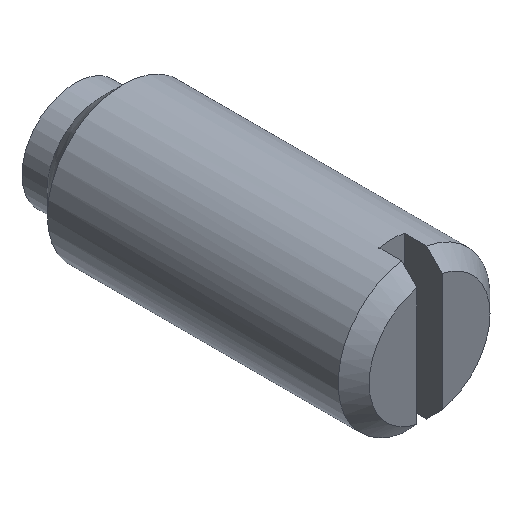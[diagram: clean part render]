
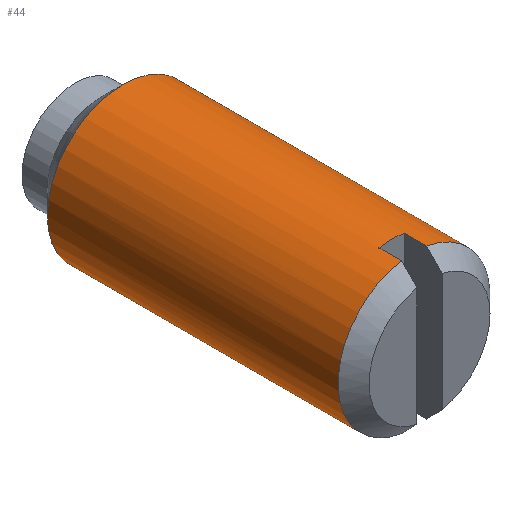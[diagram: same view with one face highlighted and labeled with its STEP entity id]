
A CAD part, isometric view. The second image highlights one B-rep face of the part: STEP entity #44.
In plain terms, the highlighted cylindrical face has radius 3 mm (diameter 6 mm), a full revolution.
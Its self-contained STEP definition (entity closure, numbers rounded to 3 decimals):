
#44 = ADVANCED_FACE( '', ( #95, #96 ), #97, .T. );
#95 = FACE_OUTER_BOUND( '', #159, .T. );
#96 = FACE_OUTER_BOUND( '', #160, .T. );
#97 = CYLINDRICAL_SURFACE( '', #161, 3. );
#159 = EDGE_LOOP( '', ( #231, #232, #233, #234, #235, #236, #237, #238 ) );
#160 = EDGE_LOOP( '', ( #239 ) );
#161 = AXIS2_PLACEMENT_3D( '', #240, #241, #242 );
#231 = ORIENTED_EDGE( '', *, *, #341, .F. );
#232 = ORIENTED_EDGE( '', *, *, #334, .F. );
#233 = ORIENTED_EDGE( '', *, *, #342, .F. );
#234 = ORIENTED_EDGE( '', *, *, #331, .F. );
#235 = ORIENTED_EDGE( '', *, *, #343, .F. );
#236 = ORIENTED_EDGE( '', *, *, #327, .F. );
#237 = ORIENTED_EDGE( '', *, *, #344, .F. );
#238 = ORIENTED_EDGE( '', *, *, #338, .F. );
#239 = ORIENTED_EDGE( '', *, *, #345, .T. );
#240 = CARTESIAN_POINT( '', ( 0., 0., 0. ) );
#241 = DIRECTION( '', ( 0., 1., 0. ) );
#242 = DIRECTION( '', ( 0., 0., -1. ) );
#327 = EDGE_CURVE( '', #370, #371, #372, .T. );
#331 = EDGE_CURVE( '', #377, #379, #380, .F. );
#334 = EDGE_CURVE( '', #383, #384, #385, .T. );
#338 = EDGE_CURVE( '', #390, #392, #393, .F. );
#341 = EDGE_CURVE( '', #384, #390, #396, .T. );
#342 = EDGE_CURVE( '', #379, #383, #397, .T. );
#343 = EDGE_CURVE( '', #371, #377, #398, .T. );
#344 = EDGE_CURVE( '', #392, #370, #399, .T. );
#345 = EDGE_CURVE( '', #400, #400, #401, .T. );
#370 = VERTEX_POINT( '', #430 );
#371 = VERTEX_POINT( '', #431 );
#372 = LINE( '', #432, #433 );
#377 = VERTEX_POINT( '', #442 );
#379 = VERTEX_POINT( '', #447 );
#380 = LINE( '', #448, #449 );
#383 = VERTEX_POINT( '', #453 );
#384 = VERTEX_POINT( '', #454 );
#385 = LINE( '', #455, #456 );
#390 = VERTEX_POINT( '', #465 );
#392 = VERTEX_POINT( '', #470 );
#393 = LINE( '', #471, #472 );
#396 = CIRCLE( '', #476, 3. );
#397 = CIRCLE( '', #477, 3. );
#398 = CIRCLE( '', #478, 3. );
#399 = CIRCLE( '', #479, 3. );
#400 = VERTEX_POINT( '', #480 );
#401 = CIRCLE( '', #481, 3. );
#430 = CARTESIAN_POINT( '', ( -0.5, 1.5, 2.958 ) );
#431 = CARTESIAN_POINT( '', ( -0.5, 0.613, 2.958 ) );
#432 = CARTESIAN_POINT( '', ( -0.5, 0., 2.958 ) );
#433 = VECTOR( '', #509, 1000. );
#442 = CARTESIAN_POINT( '', ( -0.5, 0.614, -2.958 ) );
#447 = CARTESIAN_POINT( '', ( -0.5, 1.5, -2.958 ) );
#448 = CARTESIAN_POINT( '', ( -0.5, 0., -2.958 ) );
#449 = VECTOR( '', #511, 1000. );
#453 = CARTESIAN_POINT( '', ( 0.5, 1.5, -2.958 ) );
#454 = CARTESIAN_POINT( '', ( 0.5, 0.613, -2.958 ) );
#455 = CARTESIAN_POINT( '', ( 0.5, 0., -2.958 ) );
#456 = VECTOR( '', #513, 1000. );
#465 = CARTESIAN_POINT( '', ( 0.5, 0.614, 2.958 ) );
#470 = CARTESIAN_POINT( '', ( 0.5, 1.5, 2.958 ) );
#471 = CARTESIAN_POINT( '', ( 0.5, 0., 2.958 ) );
#472 = VECTOR( '', #515, 1000. );
#476 = AXIS2_PLACEMENT_3D( '', #517, #518, #519 );
#477 = AXIS2_PLACEMENT_3D( '', #520, #521, #522 );
#478 = AXIS2_PLACEMENT_3D( '', #523, #524, #525 );
#479 = AXIS2_PLACEMENT_3D( '', #526, #527, #528 );
#480 = CARTESIAN_POINT( '', ( 0., 12.1, -3. ) );
#481 = AXIS2_PLACEMENT_3D( '', #529, #530, #531 );
#509 = DIRECTION( '', ( 0., -1., 0. ) );
#511 = DIRECTION( '', ( 0., -1., 0. ) );
#513 = DIRECTION( '', ( 0., -1., 0. ) );
#515 = DIRECTION( '', ( 0., -1., 0. ) );
#517 = CARTESIAN_POINT( '', ( 0., 0.613, 0. ) );
#518 = DIRECTION( '', ( 0., -1., 0. ) );
#519 = DIRECTION( '', ( 0., 0., -1. ) );
#520 = CARTESIAN_POINT( '', ( 0., 1.5, 0. ) );
#521 = DIRECTION( '', ( 0., -1., 0. ) );
#522 = DIRECTION( '', ( 0., 0., -1. ) );
#523 = CARTESIAN_POINT( '', ( 0., 0.613, 0. ) );
#524 = DIRECTION( '', ( 0., -1., 0. ) );
#525 = DIRECTION( '', ( 0., 0., -1. ) );
#526 = CARTESIAN_POINT( '', ( 0., 1.5, 0. ) );
#527 = DIRECTION( '', ( 0., -1., 0. ) );
#528 = DIRECTION( '', ( 0., 0., -1. ) );
#529 = CARTESIAN_POINT( '', ( 0., 12.1, 0. ) );
#530 = DIRECTION( '', ( 0., -1., 0. ) );
#531 = DIRECTION( '', ( 0., 0., -1. ) );
